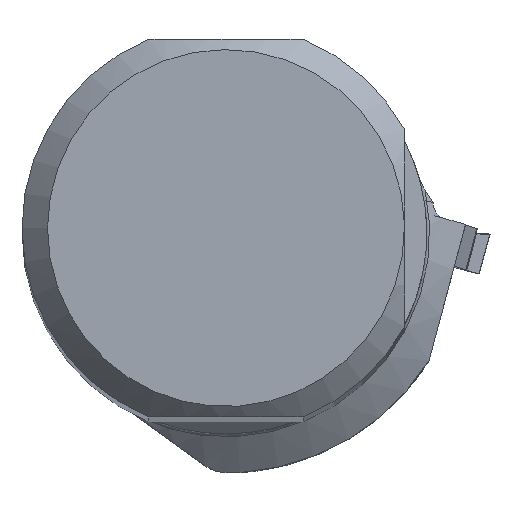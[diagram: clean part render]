
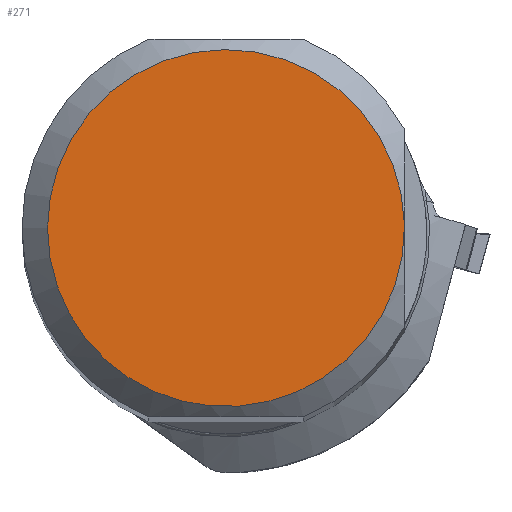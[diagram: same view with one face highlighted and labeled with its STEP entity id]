
A CAD part, top view. The second image highlights one B-rep face of the part: STEP entity #271.
In plain terms, the highlighted planar face has unit normal (0, 0, 1).
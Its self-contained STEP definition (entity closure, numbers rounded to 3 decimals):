
#204=CIRCLE('',#1918,17.489);
#271=ADVANCED_FACE('CU_SU_BP3',(#401),#328,.T.);
#328=PLANE('',#1919);
#401=FACE_OUTER_BOUND('',#492,.T.);
#492=EDGE_LOOP('',(#1154));
#1154=ORIENTED_EDGE('',*,*,#1653,.F.);
#1436=VERTEX_POINT('',#3152);
#1653=EDGE_CURVE('',#1436,#1436,#204,.T.);
#1918=AXIS2_PLACEMENT_3D('',#3151,#2330,#2331);
#1919=AXIS2_PLACEMENT_3D('',#3153,#2332,#2333);
#2330=DIRECTION('',(0.,0.,-1.));
#2331=DIRECTION('',(-1.,0.,0.));
#2332=DIRECTION('',(0.,0.,1.));
#2333=DIRECTION('',(-1.,0.,0.));
#3151=CARTESIAN_POINT('',(0.,0.,0.));
#3152=CARTESIAN_POINT('',(-17.489,0.,0.));
#3153=CARTESIAN_POINT('',(0.,0.,0.));
